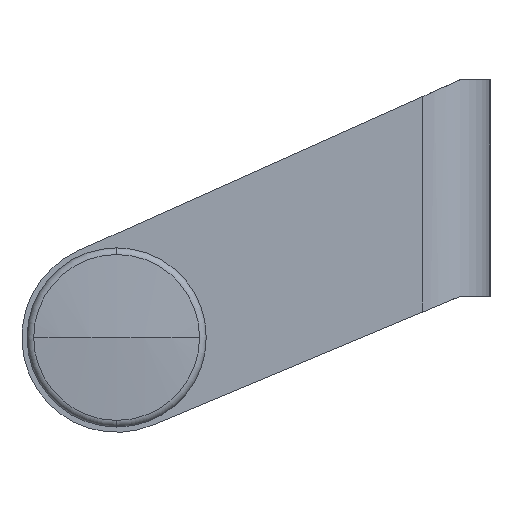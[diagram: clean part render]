
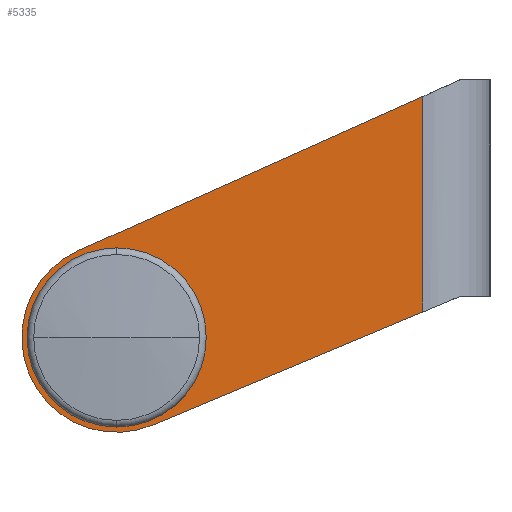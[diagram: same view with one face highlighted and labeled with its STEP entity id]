
A CAD part, left-side view. The second image highlights one B-rep face of the part: STEP entity #5335.
In plain terms, the highlighted planar face has unit normal (-1, 0, 0).
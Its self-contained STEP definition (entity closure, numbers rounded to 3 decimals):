
#26 = DIRECTION ( 'NONE',  ( 1., 0., 0. ) ) ;
#31 = ORIENTED_EDGE ( 'NONE', *, *, #6351, .F. ) ;
#141 = EDGE_CURVE ( 'NONE', #2181, #5697, #5041, .T. ) ;
#263 = FACE_BOUND ( 'NONE', #4712, .T. ) ;
#299 = DIRECTION ( 'NONE',  ( 1., 0., 0. ) ) ;
#300 = DIRECTION ( 'NONE',  ( 0., 0., 1. ) ) ;
#318 = EDGE_CURVE ( 'NONE', #6636, #4610, #1275, .T. ) ;
#332 = CARTESIAN_POINT ( 'NONE',  ( 0., 0., 0. ) ) ;
#362 = EDGE_CURVE ( 'NONE', #5012, #4251, #6514, .T. ) ;
#478 = VECTOR ( 'NONE', #2249, 1000. ) ;
#489 = EDGE_CURVE ( 'NONE', #1925, #6192, #704, .T. ) ;
#559 = ORIENTED_EDGE ( 'NONE', *, *, #141, .T. ) ;
#687 = EDGE_LOOP ( 'NONE', ( #1720, #559 ) ) ;
#704 = CIRCLE ( 'NONE', #4618, 3.25 ) ;
#762 = VERTEX_POINT ( 'NONE', #772 ) ;
#772 = CARTESIAN_POINT ( 'NONE',  ( 0., -0.962, 5.195 ) ) ;
#785 = DIRECTION ( 'NONE',  ( 0., 0., 1. ) ) ;
#1001 = CIRCLE ( 'NONE', #5879, 3.25 ) ;
#1129 = CARTESIAN_POINT ( 'NONE',  ( 0., 5.188, 11.592 ) ) ;
#1166 = CARTESIAN_POINT ( 'NONE',  ( 0., -4.907, -11.714 ) ) ;
#1275 = CIRCLE ( 'NONE', #2376, 12.7 ) ;
#1356 = DIRECTION ( 'NONE',  ( -1., 0., 0. ) ) ;
#1389 = CARTESIAN_POINT ( 'NONE',  ( 0., 0., 0. ) ) ;
#1391 = PLANE ( 'NONE',  #5417 ) ;
#1406 = CIRCLE ( 'NONE', #5838, 3.25 ) ;
#1471 = CARTESIAN_POINT ( 'NONE',  ( 0., 0., 4.025 ) ) ;
#1615 = DIRECTION ( 'NONE',  ( 0., 0.922, -0.386 ) ) ;
#1618 = LINE ( 'NONE', #5854, #3787 ) ;
#1699 = EDGE_CURVE ( 'NONE', #2392, #3238, #1406, .T. ) ;
#1720 = ORIENTED_EDGE ( 'NONE', *, *, #5279, .T. ) ;
#1733 = AXIS2_PLACEMENT_3D ( 'NONE', #4461, #2914, #1772 ) ;
#1772 = DIRECTION ( 'NONE',  ( 0., 0., 1. ) ) ;
#1818 = ORIENTED_EDGE ( 'NONE', *, *, #2019, .F. ) ;
#1880 = ORIENTED_EDGE ( 'NONE', *, *, #489, .F. ) ;
#1910 = DIRECTION ( 'NONE',  ( 1., 0., 0. ) ) ;
#1925 = VERTEX_POINT ( 'NONE', #3537 ) ;
#1980 = DIRECTION ( 'NONE',  ( 0., 0., 1. ) ) ;
#2019 = EDGE_CURVE ( 'NONE', #6192, #1925, #5068, .T. ) ;
#2043 = ORIENTED_EDGE ( 'NONE', *, *, #5349, .F. ) ;
#2075 = CARTESIAN_POINT ( 'NONE',  ( 0., 7.795, -3.389 ) ) ;
#2089 = AXIS2_PLACEMENT_3D ( 'NONE', #332, #1910, #5584 ) ;
#2181 = VERTEX_POINT ( 'NONE', #4117 ) ;
#2249 = DIRECTION ( 'NONE',  ( 0., 0., 1. ) ) ;
#2376 = AXIS2_PLACEMENT_3D ( 'NONE', #3161, #26, #6381 ) ;
#2392 = VERTEX_POINT ( 'NONE', #4000 ) ;
#2519 = DIRECTION ( 'NONE',  ( -1., 0., 0. ) ) ;
#2565 = EDGE_CURVE ( 'NONE', #3238, #2392, #5076, .T. ) ;
#2633 = AXIS2_PLACEMENT_3D ( 'NONE', #5768, #4108, #1980 ) ;
#2653 = ORIENTED_EDGE ( 'NONE', *, *, #2565, .F. ) ;
#2789 = DIRECTION ( 'NONE',  ( -1., 0., 0. ) ) ;
#2866 = CIRCLE ( 'NONE', #2979, 3.25 ) ;
#2900 = ORIENTED_EDGE ( 'NONE', *, *, #1699, .F. ) ;
#2914 = DIRECTION ( 'NONE',  ( -1., 0., 0. ) ) ;
#2946 = FACE_OUTER_BOUND ( 'NONE', #6464, .T. ) ;
#2979 = AXIS2_PLACEMENT_3D ( 'NONE', #3998, #6111, #300 ) ;
#3161 = CARTESIAN_POINT ( 'NONE',  ( 0., 0., 0. ) ) ;
#3181 = CARTESIAN_POINT ( 'NONE',  ( 0., -6.833, -5.056 ) ) ;
#3201 = VECTOR ( 'NONE', #1615, 1000. ) ;
#3238 = VERTEX_POINT ( 'NONE', #6272 ) ;
#3312 = EDGE_LOOP ( 'NONE', ( #2900, #2653 ) ) ;
#3537 = CARTESIAN_POINT ( 'NONE',  ( 0., -6.833, -1.806 ) ) ;
#3675 = LINE ( 'NONE', #6328, #3201 ) ;
#3711 = EDGE_LOOP ( 'NONE', ( #1880, #1818 ) ) ;
#3787 = VECTOR ( 'NONE', #4848, 1000. ) ;
#3803 = CARTESIAN_POINT ( 'NONE',  ( 0., -41., 3.406 ) ) ;
#3959 = DIRECTION ( 'NONE',  ( -1., 0., 0. ) ) ;
#3998 = CARTESIAN_POINT ( 'NONE',  ( 0., -0.962, 8.445 ) ) ;
#4000 = CARTESIAN_POINT ( 'NONE',  ( 0., 7.795, -0.139 ) ) ;
#4050 = CARTESIAN_POINT ( 'NONE',  ( 0., -41., 34.5 ) ) ;
#4108 = DIRECTION ( 'NONE',  ( -1., 0., 0. ) ) ;
#4117 = CARTESIAN_POINT ( 'NONE',  ( 0., 0., -4.025 ) ) ;
#4251 = VERTEX_POINT ( 'NONE', #4710 ) ;
#4461 = CARTESIAN_POINT ( 'NONE',  ( 0., -6.833, -5.056 ) ) ;
#4610 = VERTEX_POINT ( 'NONE', #1129 ) ;
#4618 = AXIS2_PLACEMENT_3D ( 'NONE', #3181, #2789, #5917 ) ;
#4685 = EDGE_CURVE ( 'NONE', #5012, #6636, #3675, .T. ) ;
#4710 = CARTESIAN_POINT ( 'NONE',  ( 0., -41., 32.262 ) ) ;
#4712 = EDGE_LOOP ( 'NONE', ( #2043, #31 ) ) ;
#4841 = ORIENTED_EDGE ( 'NONE', *, *, #6448, .F. ) ;
#4848 = DIRECTION ( 'NONE',  ( 0., -0.913, 0.408 ) ) ;
#5012 = VERTEX_POINT ( 'NONE', #3803 ) ;
#5041 = CIRCLE ( 'NONE', #5704, 4.025 ) ;
#5068 = CIRCLE ( 'NONE', #1733, 3.25 ) ;
#5076 = CIRCLE ( 'NONE', #2633, 3.25 ) ;
#5214 = CARTESIAN_POINT ( 'NONE',  ( 0., -6.833, -8.306 ) ) ;
#5279 = EDGE_CURVE ( 'NONE', #5697, #2181, #6081, .T. ) ;
#5335 = ADVANCED_FACE ( 'NONE', ( #6683, #263, #5553, #2946, #6751 ), #1391, .T. ) ;
#5349 = EDGE_CURVE ( 'NONE', #6327, #762, #2866, .T. ) ;
#5417 = AXIS2_PLACEMENT_3D ( 'NONE', #6213, #1356, #6618 ) ;
#5478 = CARTESIAN_POINT ( 'NONE',  ( 0., -0.962, 8.445 ) ) ;
#5523 = ORIENTED_EDGE ( 'NONE', *, *, #4685, .F. ) ;
#5553 = FACE_BOUND ( 'NONE', #3312, .T. ) ;
#5584 = DIRECTION ( 'NONE',  ( 0., 0., -1. ) ) ;
#5697 = VERTEX_POINT ( 'NONE', #1471 ) ;
#5704 = AXIS2_PLACEMENT_3D ( 'NONE', #1389, #299, #6617 ) ;
#5717 = DIRECTION ( 'NONE',  ( 0., 0., 1. ) ) ;
#5768 = CARTESIAN_POINT ( 'NONE',  ( 0., 7.795, -3.389 ) ) ;
#5838 = AXIS2_PLACEMENT_3D ( 'NONE', #2075, #2519, #5717 ) ;
#5854 = CARTESIAN_POINT ( 'NONE',  ( 0., -46., 34.5 ) ) ;
#5879 = AXIS2_PLACEMENT_3D ( 'NONE', #5478, #3959, #785 ) ;
#5917 = DIRECTION ( 'NONE',  ( 0., 0., 1. ) ) ;
#6081 = CIRCLE ( 'NONE', #2089, 4.025 ) ;
#6111 = DIRECTION ( 'NONE',  ( -1., 0., 0. ) ) ;
#6192 = VERTEX_POINT ( 'NONE', #5214 ) ;
#6213 = CARTESIAN_POINT ( 'NONE',  ( 0., 0., 0. ) ) ;
#6272 = CARTESIAN_POINT ( 'NONE',  ( 0., 7.795, -6.639 ) ) ;
#6327 = VERTEX_POINT ( 'NONE', #6682 ) ;
#6328 = CARTESIAN_POINT ( 'NONE',  ( 0., -4.907, -11.714 ) ) ;
#6351 = EDGE_CURVE ( 'NONE', #762, #6327, #1001, .T. ) ;
#6360 = ORIENTED_EDGE ( 'NONE', *, *, #318, .F. ) ;
#6381 = DIRECTION ( 'NONE',  ( 0., 0., 1. ) ) ;
#6448 = EDGE_CURVE ( 'NONE', #4610, #4251, #1618, .T. ) ;
#6464 = EDGE_LOOP ( 'NONE', ( #5523, #6483, #4841, #6360 ) ) ;
#6483 = ORIENTED_EDGE ( 'NONE', *, *, #362, .T. ) ;
#6514 = LINE ( 'NONE', #4050, #478 ) ;
#6617 = DIRECTION ( 'NONE',  ( 0., 0., -1. ) ) ;
#6618 = DIRECTION ( 'NONE',  ( 0., 0., 1. ) ) ;
#6636 = VERTEX_POINT ( 'NONE', #1166 ) ;
#6682 = CARTESIAN_POINT ( 'NONE',  ( 0., -0.962, 11.695 ) ) ;
#6683 = FACE_BOUND ( 'NONE', #3711, .T. ) ;
#6751 = FACE_BOUND ( 'NONE', #687, .T. ) ;
